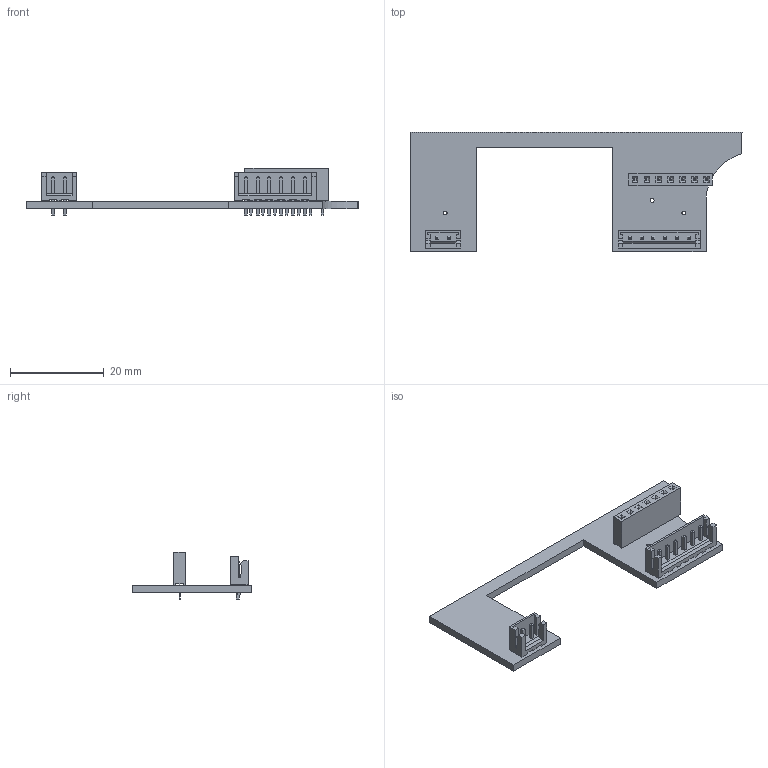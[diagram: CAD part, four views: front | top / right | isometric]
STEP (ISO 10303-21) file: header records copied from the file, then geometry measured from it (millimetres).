
FILE_DESCRIPTION(('KiCad electronic assembly'),'2;1');
FILE_NAME('connector_pcb.step','2021-11-14T14:44:07',('An Author'),( 'A Company'),'Open CASCADE STEP processor 6.9', 'KiCad to STEP converter','Unknown');
FILE_SCHEMA(('AUTOMOTIVE_DESIGN { 1 0 10303 214 1 1 1 1 }'));
Length unit declared in the file: millimetre
Products named in the file (8): Open CASCADE STEP translator 6.9 1; PinSocket_1x07_P2.54mm_Vertical; SOLID; JST_EH_B2B-EH-A_1x02_P2.50mm_Vertical; JST_EH_B6B-EH-A_1x06_P2.50mm_Vertical; COMPOUND
Assembly tree (7 placements, depth 3):
  Open CASCADE STEP translator 6.9 1
    PinSocket_1x07_P2.54mm_Vertical
      SOLID
    JST_EH_B2B-EH-A_1x02_P2.50mm_Vertical
      SOLID
    JST_EH_B6B-EH-A_1x06_P2.50mm_Vertical
      SOLID
    COMPOUND
Bounding box: 70.71 x 25.41 x 10.2 mm (x, y, z)
Volume: 2129.7 mm3; surface area: 3791.8 mm2
Topology: 4 solids, 4 shells, 509 faces, 1316 edges, 852 vertices
Faces by surface type: plane 490, cylinder 19
Full cylindrical faces by diameter (mm): 0.8 x3, 0.95 x6, 1 x9
Entity records: 35923 total; most frequent: CARTESIAN_POINT 5545, DIRECTION 4982, LINE 3872, VECTOR 3872, ORIENTED_EDGE 2632, PCURVE 2632, DEFINITIONAL_REPRESENTATION 2632, EDGE_CURVE 1316
